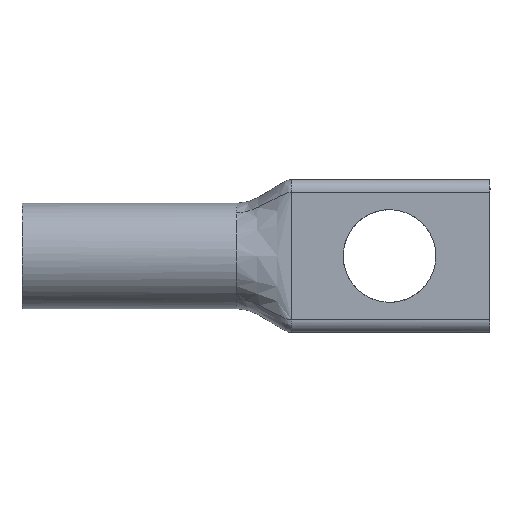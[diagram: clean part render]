
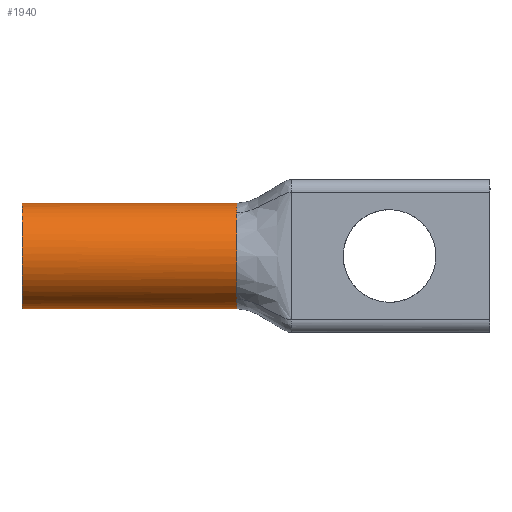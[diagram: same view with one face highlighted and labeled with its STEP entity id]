
A CAD part, front view. The second image highlights one B-rep face of the part: STEP entity #1940.
In plain terms, the highlighted cylindrical face has radius 5.855 mm (diameter 11.709 mm), a partial arc.
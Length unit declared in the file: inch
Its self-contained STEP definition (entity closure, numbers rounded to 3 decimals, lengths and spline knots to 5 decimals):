
#17 = ORIENTED_EDGE ( 'NONE', *, *, #1198, .F. ) ;
#113 = CARTESIAN_POINT ( 'NONE',  ( 0., 0.02909, -0.11608 ) ) ;
#120 = CARTESIAN_POINT ( 'NONE',  ( 0., 0.17017, -0.2245 ) ) ;
#129 = CARTESIAN_POINT ( 'NONE',  ( 0.94, 0., 0.03688 ) ) ;
#155 = CARTESIAN_POINT ( 'NONE',  ( 0., 0., -0.03017 ) ) ;
#187 = VERTEX_POINT ( 'NONE', #413 ) ;
#277 = CARTESIAN_POINT ( 'NONE',  ( 0.94, 0.10601, 0.19422 ) ) ;
#292 = CARTESIAN_POINT ( 'NONE',  ( 0.94, 0.06808, -0.16766 ) ) ;
#327 = CARTESIAN_POINT ( 'NONE',  ( 0.94, 0.09829, -0.18881 ) ) ;
#332 = EDGE_CURVE ( 'NONE', #1127, #1722, #655, .T. ) ;
#340 = CARTESIAN_POINT ( 'NONE',  ( 0., 0.02909, 0.11608 ) ) ;
#356 = CARTESIAN_POINT ( 'NONE',  ( 0.94, 0.20703, -0.2305 ) ) ;
#369 = CARTESIAN_POINT ( 'NONE',  ( 0.94, 0.2305, -0.2305 ) ) ;
#413 = CARTESIAN_POINT ( 'NONE',  ( 0., 0.2305, -0.2305 ) ) ;
#414 = CYLINDRICAL_SURFACE ( 'NONE', #1598, 0.2305 ) ;
#473 = LINE ( 'NONE', #496, #2291 ) ;
#486 = CARTESIAN_POINT ( 'NONE',  ( 0., 0.04618, -0.14165 ) ) ;
#495 = CARTESIAN_POINT ( 'NONE',  ( 0.94, 0.04307, 0.13914 ) ) ;
#496 = CARTESIAN_POINT ( 'NONE',  ( -0.59456, 0.2305, 0.2305 ) ) ;
#510 = CARTESIAN_POINT ( 'NONE',  ( 0.94, 0.2305, 0.2305 ) ) ;
#570 = CARTESIAN_POINT ( 'NONE',  ( 0.94, 0.18357, -0.22689 ) ) ;
#612 = B_SPLINE_CURVE_WITH_KNOTS ( 'NONE', 3,
 ( #1053, #704, #2387, #1639, #1422, #1456, #340, #1095, #2190, #155, #1616, #113, #486, #1239, #1809, #120, #681, #1238 ),
 .UNSPECIFIED., .F., .F.,
 ( 4, 2, 2, 2, 2, 2, 2, 2, 4 ),
 ( 0., 0.125, 0.25, 0.375, 0.5, 0.625, 0.75, 0.875, 1. ),
 .UNSPECIFIED. ) ;
#648 = EDGE_CURVE ( 'NONE', #1406, #2101, #1107, .T. ) ;
#655 = B_SPLINE_CURVE_WITH_KNOTS ( 'NONE', 3,
 ( #369, #356, #570, #719, #1486, #706 ),
 .UNSPECIFIED., .F., .F.,
 ( 4, 2, 4 ),
 ( 0., 0.5, 1. ),
 .UNSPECIFIED. ) ;
#669 = CARTESIAN_POINT ( 'NONE',  ( 0.94, 0.09829, -0.18881 ) ) ;
#680 = CARTESIAN_POINT ( 'NONE',  ( 0.94, 0.00902, 0.07372 ) ) ;
#681 = CARTESIAN_POINT ( 'NONE',  ( 0., 0.20033, -0.2305 ) ) ;
#704 = CARTESIAN_POINT ( 'NONE',  ( 0., 0.20033, 0.2305 ) ) ;
#706 = CARTESIAN_POINT ( 'NONE',  ( 0.94, 0.09829, -0.18881 ) ) ;
#719 = CARTESIAN_POINT ( 'NONE',  ( 0.94, 0.13881, -0.21277 ) ) ;
#761 = B_SPLINE_CURVE_WITH_KNOTS ( 'NONE', 3,
 ( #327, #292, #1615, #2386, #1798, #129, #680, #495, #1443, #2188 ),
 .UNSPECIFIED., .F., .F.,
 ( 4, 2, 2, 2, 4 ),
 ( 0., 0.25, 0.5, 0.75, 1. ),
 .UNSPECIFIED. ) ;
#803 = DIRECTION ( 'NONE',  ( -1., 0., 0. ) ) ;
#839 = DIRECTION ( 'NONE',  ( 0., 0., 1. ) ) ;
#863 = DIRECTION ( 'NONE',  ( -1., 0., 0. ) ) ;
#962 = CARTESIAN_POINT ( 'NONE',  ( 0.94, 0.2305, -0.2305 ) ) ;
#1013 = CARTESIAN_POINT ( 'NONE',  ( 0.94, 0.2305, 0.2305 ) ) ;
#1019 = CARTESIAN_POINT ( 'NONE',  ( -0.59456, 0.2305, 0. ) ) ;
#1037 = ORIENTED_EDGE ( 'NONE', *, *, #332, .T. ) ;
#1053 = CARTESIAN_POINT ( 'NONE',  ( 0., 0.2305, 0.2305 ) ) ;
#1095 = CARTESIAN_POINT ( 'NONE',  ( 0., 0.006, 0.06033 ) ) ;
#1107 = B_SPLINE_CURVE_WITH_KNOTS ( 'NONE', 3,
 ( #1013, #1184, #2143, #1937, #2310, #277, #1589 ),
 .UNSPECIFIED., .F., .F.,
 ( 4, 1, 1, 1, 4 ),
 ( 0., 0.25, 0.5, 0.75, 1. ),
 .UNSPECIFIED. ) ;
#1127 = VERTEX_POINT ( 'NONE', #962 ) ;
#1184 = CARTESIAN_POINT ( 'NONE',  ( 0.94, 0.21713, 0.2305 ) ) ;
#1198 = EDGE_CURVE ( 'NONE', #1127, #187, #1520, .T. ) ;
#1226 = ORIENTED_EDGE ( 'NONE', *, *, #1822, .T. ) ;
#1238 = CARTESIAN_POINT ( 'NONE',  ( 0., 0.2305, -0.2305 ) ) ;
#1239 = CARTESIAN_POINT ( 'NONE',  ( 0., 0.08885, -0.18432 ) ) ;
#1364 = FACE_OUTER_BOUND ( 'NONE', #2090, .T. ) ;
#1366 = VERTEX_POINT ( 'NONE', #1834 ) ;
#1406 = VERTEX_POINT ( 'NONE', #510 ) ;
#1422 = CARTESIAN_POINT ( 'NONE',  ( 0., 0.08885, 0.18432 ) ) ;
#1443 = CARTESIAN_POINT ( 'NONE',  ( 0.94, 0.06808, 0.16766 ) ) ;
#1456 = CARTESIAN_POINT ( 'NONE',  ( 0., 0.04618, 0.14165 ) ) ;
#1486 = CARTESIAN_POINT ( 'NONE',  ( 0.94, 0.11751, -0.20227 ) ) ;
#1487 = ORIENTED_EDGE ( 'NONE', *, *, #1629, .T. ) ;
#1520 = LINE ( 'NONE', #1879, #1743 ) ;
#1581 = CARTESIAN_POINT ( 'NONE',  ( 0.94, 0.09829, 0.18881 ) ) ;
#1589 = CARTESIAN_POINT ( 'NONE',  ( 0.94, 0.09829, 0.18881 ) ) ;
#1598 = AXIS2_PLACEMENT_3D ( 'NONE', #1019, #803, #839 ) ;
#1615 = CARTESIAN_POINT ( 'NONE',  ( 0.94, 0.04307, -0.13914 ) ) ;
#1616 = CARTESIAN_POINT ( 'NONE',  ( 0., 0.006, -0.06033 ) ) ;
#1629 = EDGE_CURVE ( 'NONE', #1406, #1366, #473, .T. ) ;
#1639 = CARTESIAN_POINT ( 'NONE',  ( 0., 0.11442, 0.20141 ) ) ;
#1722 = VERTEX_POINT ( 'NONE', #669 ) ;
#1725 = DIRECTION ( 'NONE',  ( -1., 0., 0. ) ) ;
#1742 = EDGE_CURVE ( 'NONE', #1366, #187, #612, .T. ) ;
#1743 = VECTOR ( 'NONE', #1725, 39.37008 ) ;
#1764 = ORIENTED_EDGE ( 'NONE', *, *, #648, .F. ) ;
#1798 = CARTESIAN_POINT ( 'NONE',  ( 0.94, 0., -0.03688 ) ) ;
#1809 = CARTESIAN_POINT ( 'NONE',  ( 0., 0.11442, -0.20141 ) ) ;
#1821 = ORIENTED_EDGE ( 'NONE', *, *, #1742, .T. ) ;
#1822 = EDGE_CURVE ( 'NONE', #1722, #2101, #761, .T. ) ;
#1834 = CARTESIAN_POINT ( 'NONE',  ( 0., 0.2305, 0.2305 ) ) ;
#1879 = CARTESIAN_POINT ( 'NONE',  ( -0.59456, 0.2305, -0.2305 ) ) ;
#1937 = CARTESIAN_POINT ( 'NONE',  ( 0.94, 0.154, 0.21841 ) ) ;
#1940 = ADVANCED_FACE ( 'NONE', ( #1364 ), #414, .T. ) ;
#2090 = EDGE_LOOP ( 'NONE', ( #17, #1037, #1226, #1764, #1487, #1821 ) ) ;
#2101 = VERTEX_POINT ( 'NONE', #1581 ) ;
#2143 = CARTESIAN_POINT ( 'NONE',  ( 0.94, 0.1904, 0.22811 ) ) ;
#2188 = CARTESIAN_POINT ( 'NONE',  ( 0.94, 0.09829, 0.18881 ) ) ;
#2190 = CARTESIAN_POINT ( 'NONE',  ( 0., 0., 0.03017 ) ) ;
#2291 = VECTOR ( 'NONE', #863, 39.37008 ) ;
#2310 = CARTESIAN_POINT ( 'NONE',  ( 0.94, 0.12303, 0.20474 ) ) ;
#2386 = CARTESIAN_POINT ( 'NONE',  ( 0.94, 0.00902, -0.07372 ) ) ;
#2387 = CARTESIAN_POINT ( 'NONE',  ( 0., 0.17017, 0.2245 ) ) ;
